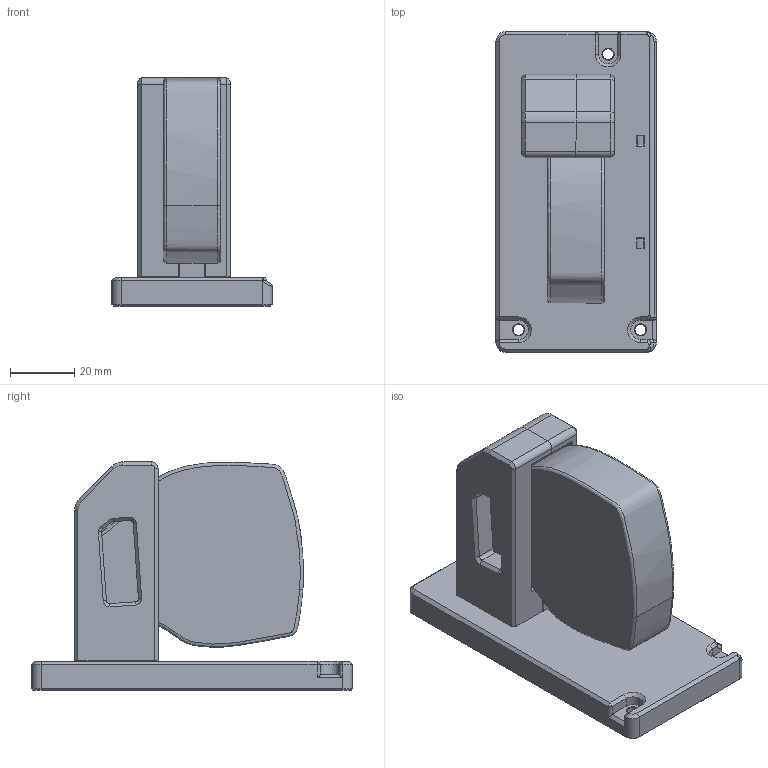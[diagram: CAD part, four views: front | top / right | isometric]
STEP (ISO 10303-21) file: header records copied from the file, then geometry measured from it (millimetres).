
FILE_DESCRIPTION(/* description */ (''),/* implementation_level */ '2;1');
FILE_NAME(/* name */ 'Prusawire_key-bak_bracket.step',/* time_stamp */ '2025-08-04T18:14:30+03:00',/* author */ (''),/* organization */ (''),/* preprocessor_version */ 'ST-DEVELOPER v20.1',/* originating_system */ 'Autodesk Translation Framework v14.10.0.0',/* authorisation */ '');
FILE_SCHEMA (('AUTOMOTIVE_DESIGN { 1 0 10303 214 3 1 1 }'));
Length unit declared in the file: millimetre
Products named in the file (8): Prusawire_key-bak_bracket; key-bak_bracket_plate; key-bak; M3x12 SHCS; key-bak_bracket_left; key-bak_bracket_right; M3x16 SHCS v1; M3 Threaded Insert
Assembly tree (8 placements, depth 2):
  Prusawire_key-bak_bracket
    key-bak_bracket_plate
    key-bak
    M3 Threaded Insert  x2
    M3x12 SHCS
    key-bak_bracket_left
    key-bak_bracket_right
    M3x16 SHCS v1
Bounding box: 50 x 100 x 71.2 mm (x, y, z)
Volume: 127755.3 mm3; surface area: 34737.1 mm2
Topology: 8 solids, 8 shells, 561 faces, 1442 edges, 906 vertices
Faces by surface type: bspline 208, plane 181, cylinder 109, cone 57, torus 4, sphere 2
Full cylindrical faces by diameter (mm): 2.9 x2, 3 x2, 3.4 x6, 4.2 x2, 4.25 x2, 4.6 x2, 4.7 x2, 5.5 x2, 6 x2
Entity records: 20652 total; most frequent: CARTESIAN_POINT 10474, ORIENTED_EDGE 2208, DIRECTION 1837, EDGE_CURVE 1104, VERTEX_POINT 686, AXIS2_PLACEMENT_3D 665, LINE 507, VECTOR 507
